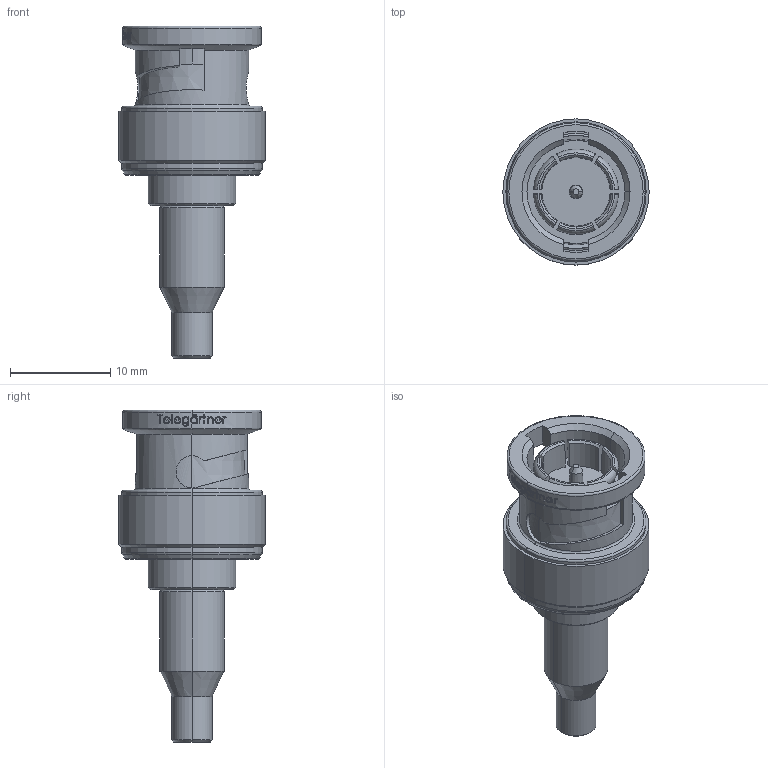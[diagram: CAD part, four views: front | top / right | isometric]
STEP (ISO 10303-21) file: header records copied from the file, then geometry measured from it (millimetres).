
FILE_DESCRIPTION (( 'STEP AP214' ), '1' );
FILE_NAME ('J01002A0036.STEP', '2011-04-18T09:41:24', ( 'markiewicz' ), ( '' ), 'SwSTEP 2.0', 'SolidWorks 2011', '' );
FILE_SCHEMA (( 'AUTOMOTIVE_DESIGN' ));
Length unit declared in the file: millimetre
Products named in the file (1): J01002A0036
Bounding box: 14.6 x 14.6 x 33.15 mm (x, y, z)
Volume: 2153.1 mm3; surface area: 1961.5 mm2
Topology: 1 solids, 1 shells, 311 faces, 786 edges, 508 vertices
Faces by surface type: plane 103, bspline 78, cylinder 73, cone 39, torus 18
Entity records: 15648 total; most frequent: CARTESIAN_POINT 5333, ORIENTED_EDGE 1572, DIRECTION 1226, EDGE_CURVE 786, VERTEX_POINT 508, AXIS2_PLACEMENT_3D 442, EDGE_LOOP 346, VECTOR 342
